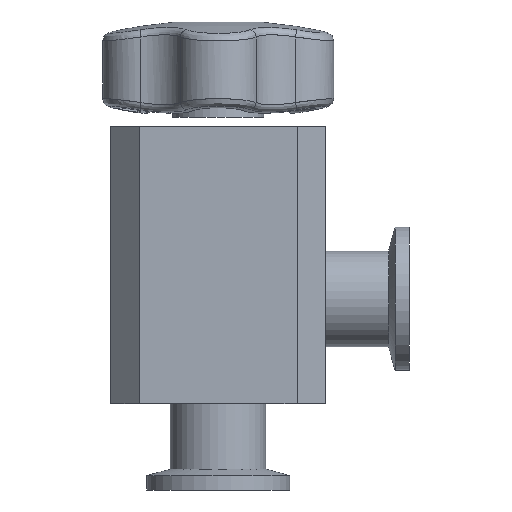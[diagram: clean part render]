
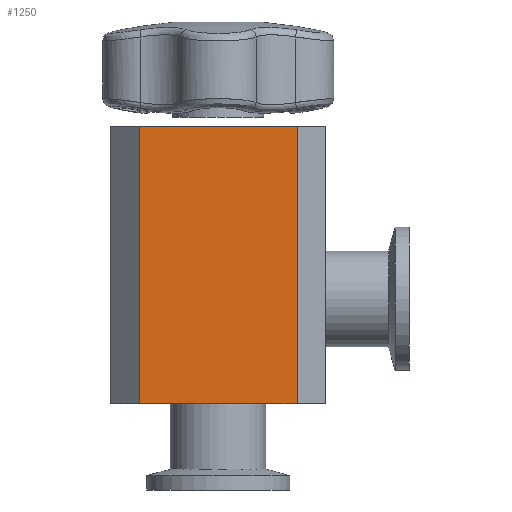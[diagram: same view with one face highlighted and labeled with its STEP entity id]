
A CAD part, front view. The second image highlights one B-rep face of the part: STEP entity #1250.
In plain terms, the highlighted planar face has unit normal (0, -1, 0).
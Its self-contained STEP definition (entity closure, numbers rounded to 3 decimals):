
#1250=ADVANCED_FACE('',(#3623),#3625,.T.);
#3623=FACE_BOUND('',#3624,.T.);
#3624=EDGE_LOOP('',(#5775,#5776,#5777,#5778));
#3625=PLANE('',#3626);
#3626=AXIS2_PLACEMENT_3D('',#3627,#3628,#3629);
#3627=CARTESIAN_POINT('',(-16.5,-22.5,0.));
#3628=DIRECTION('',(0.,-1.,0.));
#3629=DIRECTION('',(1.,0.,0.));
#5775=ORIENTED_EDGE('',*,*,#6166,.T.);
#5776=ORIENTED_EDGE('',*,*,#6167,.T.);
#5777=ORIENTED_EDGE('',*,*,#6168,.T.);
#5778=ORIENTED_EDGE('',*,*,#6169,.T.);
#6166=EDGE_CURVE('',#6722,#6723,#6724,.T.);
#6167=EDGE_CURVE('',#6723,#6725,#6726,.T.);
#6168=EDGE_CURVE('',#6725,#6727,#6728,.T.);
#6169=EDGE_CURVE('',#6727,#6722,#6729,.T.);
#6722=VERTEX_POINT('',#9614);
#6723=VERTEX_POINT('',#9615);
#6724=LINE('',#9616,#9617);
#6725=VERTEX_POINT('',#9619);
#6726=LINE('',#9620,#9621);
#6727=VERTEX_POINT('',#9623);
#6728=LINE('',#9624,#9625);
#6729=LINE('',#9627,#9628);
#9614=CARTESIAN_POINT('',(-16.5,-22.5,0.));
#9615=CARTESIAN_POINT('',(16.5,-22.5,0.));
#9616=CARTESIAN_POINT('',(-16.5,-22.5,0.));
#9617=VECTOR('',#9618,1.);
#9618=DIRECTION('',(1.,0.,0.));
#9619=CARTESIAN_POINT('',(16.5,-22.5,58.));
#9620=CARTESIAN_POINT('',(16.5,-22.5,0.));
#9621=VECTOR('',#9622,1.);
#9622=DIRECTION('',(0.,0.,1.));
#9623=CARTESIAN_POINT('',(-16.5,-22.5,58.));
#9624=CARTESIAN_POINT('',(16.5,-22.5,58.));
#9625=VECTOR('',#9626,1.);
#9626=DIRECTION('',(-1.,0.,0.));
#9627=CARTESIAN_POINT('',(-16.5,-22.5,58.));
#9628=VECTOR('',#9629,1.);
#9629=DIRECTION('',(0.,0.,-1.));
